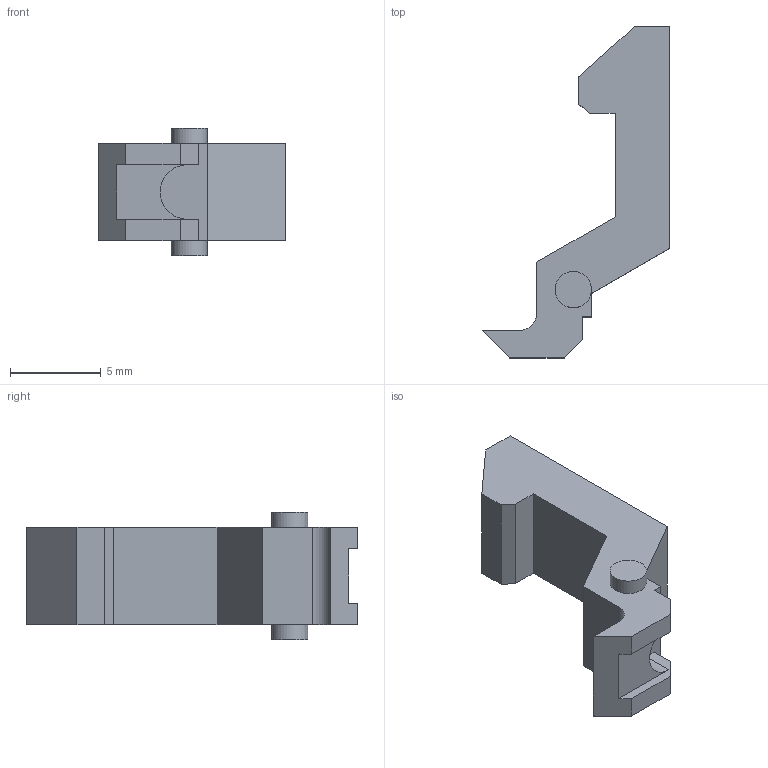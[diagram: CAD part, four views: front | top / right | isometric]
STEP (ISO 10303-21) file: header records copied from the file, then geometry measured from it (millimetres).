
FILE_DESCRIPTION(/* description */ (''),/* implementation_level */ '2;1');
FILE_NAME(/* name */ '100179976ugm000_b.stp',/* time_stamp */ '2015-06-25T09:37:06+02:00',/* author */ (''),/* organization */ (''),/* preprocessor_version */ 'ST-DEVELOPER v15',/* originating_system */ 'SIEMENS PLM Software NX 8.5',/* authorisation */ '');
FILE_SCHEMA (('AUTOMOTIVE_DESIGN { 1 0 10303 214 3 1 1 1 }'));
Length unit declared in the file: millimetre
Products named in the file (1): 100179976ugm000_b
Bounding box: 10.3 x 18.25 x 7 mm (x, y, z)
Volume: 361.6 mm3; surface area: 443.3 mm2
Topology: 1 solids, 1 shells, 31 faces, 81 edges, 55 vertices
Faces by surface type: plane 27, cylinder 4
Full cylindrical faces by diameter (mm): 2 x2
Entity records: 975 total; most frequent: CARTESIAN_POINT 166, ORIENTED_EDGE 158, DIRECTION 151, EDGE_CURVE 79, LINE 71, VECTOR 71, VERTEX_POINT 54, AXIS2_PLACEMENT_3D 40
